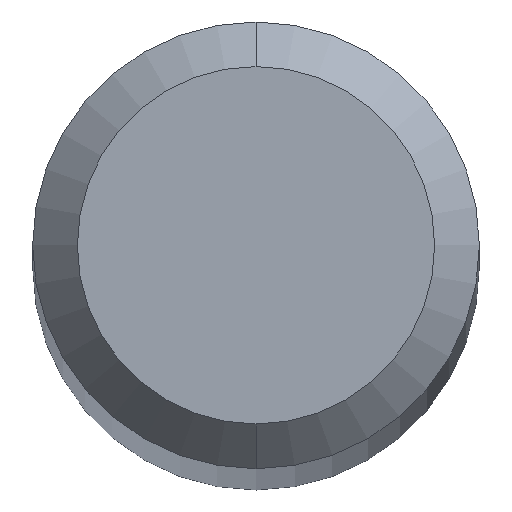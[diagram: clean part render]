
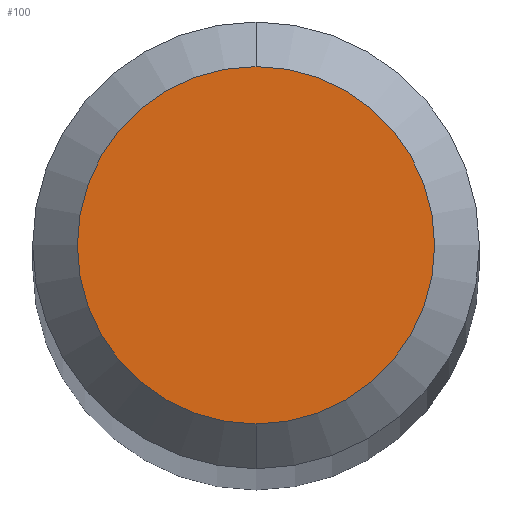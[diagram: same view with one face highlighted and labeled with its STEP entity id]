
A CAD part, top view. The second image highlights one B-rep face of the part: STEP entity #100.
In plain terms, the highlighted planar face has unit normal (0, 0, 1).
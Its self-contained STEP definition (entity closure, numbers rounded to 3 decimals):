
#2 = DIRECTION ( 'NONE',  ( 0., 1., 0. ) ) ;
#4 = AXIS2_PLACEMENT_3D ( 'NONE', #68, #147, #31 ) ;
#12 = CARTESIAN_POINT ( 'NONE',  ( 0., 0.927, 0. ) ) ;
#16 = EDGE_CURVE ( 'NONE', #78, #58, #156, .T. ) ;
#31 = DIRECTION ( 'NONE',  ( 0., 1., 0. ) ) ;
#35 = DIRECTION ( 'NONE',  ( 0., 0., 1. ) ) ;
#43 = ORIENTED_EDGE ( 'NONE', *, *, #16, .T. ) ;
#47 = CARTESIAN_POINT ( 'NONE',  ( 0., -0.742, 0. ) ) ;
#58 = VERTEX_POINT ( 'NONE', #47 ) ;
#66 = PLANE ( 'NONE',  #145 ) ;
#68 = CARTESIAN_POINT ( 'NONE',  ( 0., 0., 0. ) ) ;
#73 = DIRECTION ( 'NONE',  ( 0., 0., -1. ) ) ;
#76 = CARTESIAN_POINT ( 'NONE',  ( 0., 0., 0. ) ) ;
#78 = VERTEX_POINT ( 'NONE', #86 ) ;
#86 = CARTESIAN_POINT ( 'NONE',  ( 0., 0.742, 0. ) ) ;
#100 = ADVANCED_FACE ( 'NONE', ( #120 ), #66, .F. ) ;
#106 = EDGE_LOOP ( 'NONE', ( #43, #205 ) ) ;
#120 = FACE_OUTER_BOUND ( 'NONE', #106, .T. ) ;
#139 = DIRECTION ( 'NONE',  ( 0., 1., 0. ) ) ;
#145 = AXIS2_PLACEMENT_3D ( 'NONE', #12, #73, #139 ) ;
#147 = DIRECTION ( 'NONE',  ( 0., 0., 1. ) ) ;
#156 = CIRCLE ( 'NONE', #4, 0.742 ) ;
#160 = CIRCLE ( 'NONE', #211, 0.742 ) ;
#174 = EDGE_CURVE ( 'NONE', #58, #78, #160, .T. ) ;
#205 = ORIENTED_EDGE ( 'NONE', *, *, #174, .T. ) ;
#211 = AXIS2_PLACEMENT_3D ( 'NONE', #76, #35, #2 ) ;
